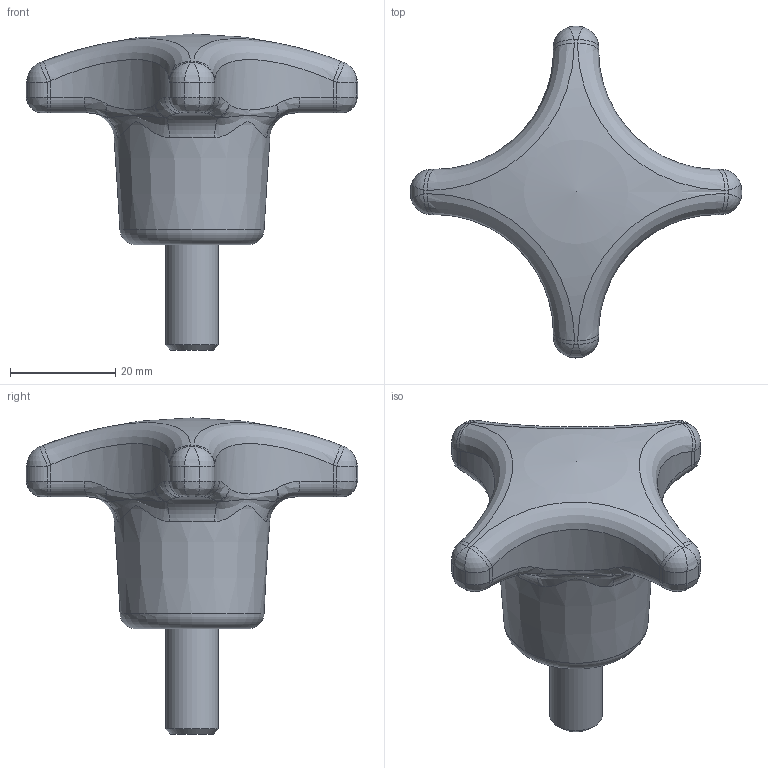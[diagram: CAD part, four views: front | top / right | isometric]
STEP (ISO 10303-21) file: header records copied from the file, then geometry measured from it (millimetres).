
FILE_DESCRIPTION( ( 'Unknown' ), '1' );
FILE_NAME( '7121170_VQP63_M10x20.stp', 'Unknown', ( 'Unknown' ), ( 'Unknown' ), 'PSStep 11.0', 'Unknown', ' ' );
FILE_SCHEMA( ( 'AUTOMOTIVE_DESIGN { 1 0 10303 214 1 1 1 1 }' ) );
Length unit declared in the file: millimetre
Products named in the file (1): 1
Bounding box: 63 x 63 x 60 mm (x, y, z)
Volume: 35514.5 mm3; surface area: 7223.3 mm2
Topology: 1 solids, 1 shells, 115 faces, 267 edges, 146 vertices
Faces by surface type: bspline 44, cylinder 25, torus 21, plane 14, sphere 9, cone 2
Full cylindrical faces by diameter (mm): 10 x1
Entity records: 11858 total; most frequent: CARTESIAN_POINT 8628, ORIENTED_EDGE 498, DIRECTION 466, EDGE_CURVE 249, AXIS2_PLACEMENT_3D 213, VERTEX_POINT 141, CIRCLE 141, EDGE_LOOP 120
